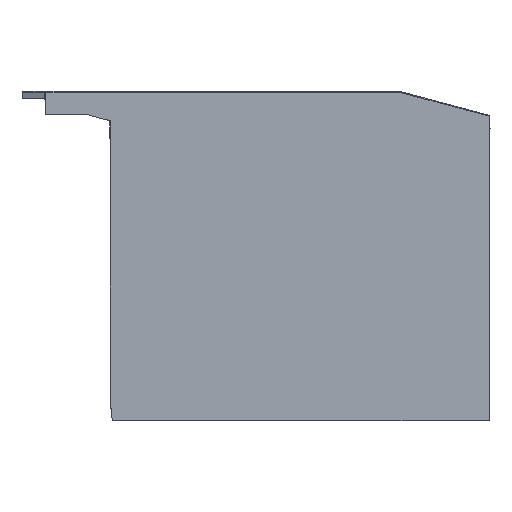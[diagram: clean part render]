
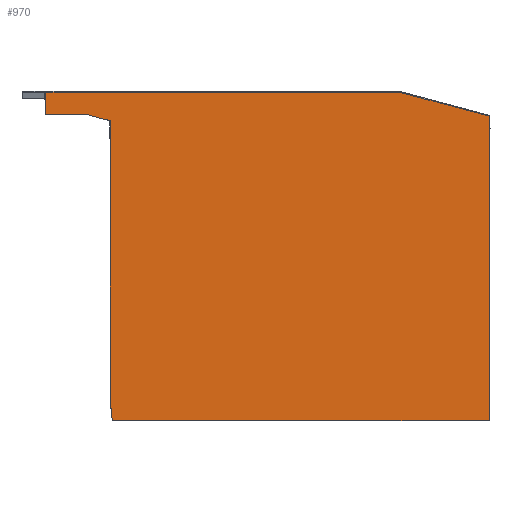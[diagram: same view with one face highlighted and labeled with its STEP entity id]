
A CAD part, front view. The second image highlights one B-rep face of the part: STEP entity #970.
In plain terms, the highlighted planar face has unit normal (0, -1, 0).
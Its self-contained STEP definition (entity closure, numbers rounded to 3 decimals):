
#399=PLANE('',#13203);
#970=ADVANCED_FACE('',(#1758),#399,.T.);
#1758=FACE_OUTER_BOUND('',#2382,.T.);
#2382=EDGE_LOOP('',(#4718,#4719,#4720,#4721,#4722,#4723,#4724,#4725,#4726));
#4718=ORIENTED_EDGE('',*,*,#8978,.T.);
#4719=ORIENTED_EDGE('',*,*,#8221,.T.);
#4720=ORIENTED_EDGE('',*,*,#8214,.T.);
#4721=ORIENTED_EDGE('',*,*,#8926,.T.);
#4722=ORIENTED_EDGE('',*,*,#8979,.T.);
#4723=ORIENTED_EDGE('',*,*,#8980,.T.);
#4724=ORIENTED_EDGE('',*,*,#8981,.T.);
#4725=ORIENTED_EDGE('',*,*,#8971,.T.);
#4726=ORIENTED_EDGE('',*,*,#8975,.F.);
#6983=VERTEX_POINT('',#17306);
#6984=VERTEX_POINT('',#17307);
#6989=VERTEX_POINT('',#17342);
#7435=VERTEX_POINT('',#19272);
#7464=VERTEX_POINT('',#19362);
#7465=VERTEX_POINT('',#19366);
#7466=VERTEX_POINT('',#19373);
#7468=VERTEX_POINT('',#19380);
#7469=VERTEX_POINT('',#19382);
#8214=EDGE_CURVE('',#6983,#6984,#10038,.T.);
#8221=EDGE_CURVE('',#6989,#6983,#10043,.T.);
#8926=EDGE_CURVE('',#6984,#7435,#10486,.T.);
#8971=EDGE_CURVE('',#7464,#7465,#10509,.T.);
#8975=EDGE_CURVE('',#7466,#7465,#10511,.T.);
#8978=EDGE_CURVE('',#7466,#6989,#10513,.T.);
#8979=EDGE_CURVE('',#7435,#7468,#10514,.T.);
#8980=EDGE_CURVE('',#7468,#7469,#10515,.T.);
#8981=EDGE_CURVE('',#7469,#7464,#10516,.T.);
#10038=LINE('',#17305,#11453);
#10043=LINE('',#17341,#11458);
#10486=LINE('',#19273,#11901);
#10509=LINE('',#19365,#11924);
#10511=LINE('',#19372,#11926);
#10513=LINE('',#19378,#11928);
#10514=LINE('',#19379,#11929);
#10515=LINE('',#19381,#11930);
#10516=LINE('',#19383,#11931);
#11453=VECTOR('',#13922,1.);
#11458=VECTOR('',#13933,1.);
#11901=VECTOR('',#15212,1.);
#11924=VECTOR('',#15315,1.);
#11926=VECTOR('',#15325,1.);
#11928=VECTOR('',#15331,1.);
#11929=VECTOR('',#15332,1.);
#11930=VECTOR('',#15333,1.);
#11931=VECTOR('',#15334,1.);
#13203=AXIS2_PLACEMENT_3D('',#19384,#15335,#15336);
#13922=DIRECTION('',(0.,0.,-1.));
#13933=DIRECTION('',(0.966,0.,-0.259));
#15212=DIRECTION('',(0.1,0.,-0.995));
#15315=DIRECTION('',(-1.,0.,0.));
#15325=DIRECTION('',(0.,0.,1.));
#15331=DIRECTION('',(1.,0.,0.));
#15332=DIRECTION('',(1.,0.,0.));
#15333=DIRECTION('',(0.,0.,1.));
#15334=DIRECTION('',(-0.966,0.,0.259));
#15335=DIRECTION('',(0.,-1.,0.));
#15336=DIRECTION('',(1.,0.,0.));
#17305=CARTESIAN_POINT('',(-7.3,-159.743,52.478));
#17306=CARTESIAN_POINT('',(-7.3,-159.743,52.478));
#17307=CARTESIAN_POINT('',(-7.3,-159.743,-55.857));
#17341=CARTESIAN_POINT('',(-16.5,-159.743,54.943));
#17342=CARTESIAN_POINT('',(-16.5,-159.743,54.943));
#19272=CARTESIAN_POINT('',(-6.5,-159.743,-63.857));
#19273=CARTESIAN_POINT('',(-7.3,-159.743,-55.857));
#19362=CARTESIAN_POINT('',(104.661,-159.743,63.643));
#19365=CARTESIAN_POINT('',(104.661,-159.743,63.643));
#19366=CARTESIAN_POINT('',(-32.2,-159.743,63.643));
#19372=CARTESIAN_POINT('',(-32.2,-159.743,54.943));
#19373=CARTESIAN_POINT('',(-32.2,-159.743,54.943));
#19378=CARTESIAN_POINT('',(-32.2,-159.743,54.943));
#19379=CARTESIAN_POINT('',(-6.5,-159.743,-63.857));
#19380=CARTESIAN_POINT('',(139.7,-159.743,-63.857));
#19381=CARTESIAN_POINT('',(139.7,-159.743,-63.857));
#19382=CARTESIAN_POINT('',(139.7,-159.743,54.255));
#19383=CARTESIAN_POINT('',(139.7,-159.743,54.255));
#19384=CARTESIAN_POINT('',(0.,-159.743,54.943));
